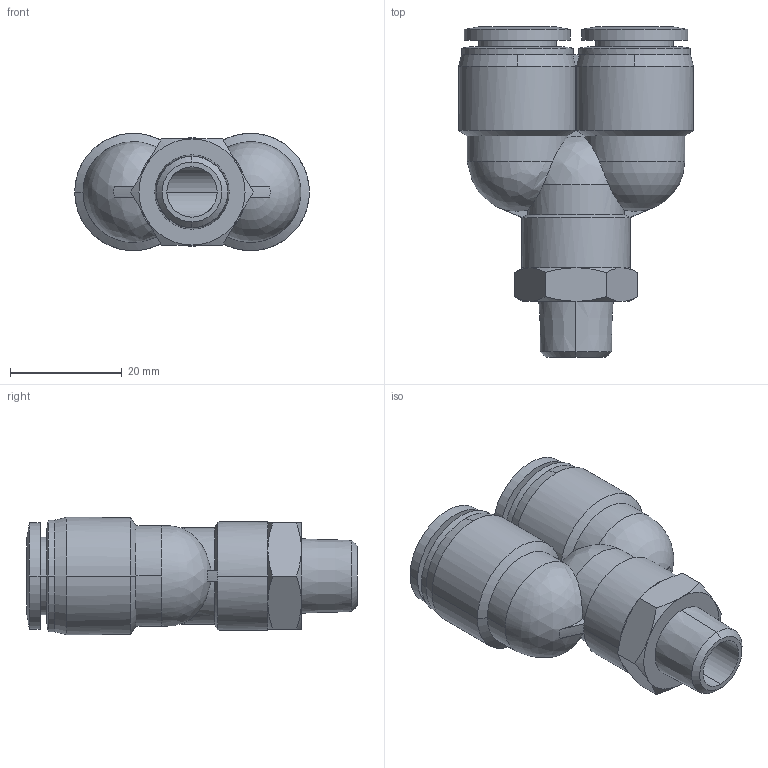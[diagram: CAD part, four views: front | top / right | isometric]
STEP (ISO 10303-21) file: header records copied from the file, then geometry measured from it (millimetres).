
FILE_DESCRIPTION (( 'STEP AP214' ), '1' );
FILE_NAME ('MY12M-14R.step', '2016-02-24T20:46:23', ( '' ), ( '' ), 'SwSTEP 2.0', 'SolidWorks 2015', '' );
FILE_SCHEMA (( 'AUTOMOTIVE_DESIGN' ));
Length unit declared in the file: inch
Products named in the file (1): MY12M-14R
Bounding box: 42 x 59.15 x 21 mm (x, y, z)
Volume: 16973.4 mm3; surface area: 9770.2 mm2
Topology: 1 solids, 1 shells, 105 faces, 255 edges, 159 vertices
Faces by surface type: cone 35, cylinder 32, plane 27, torus 5, bspline 5, sphere 1
Entity records: 4144 total; most frequent: CARTESIAN_POINT 1698, DIRECTION 507, ORIENTED_EDGE 506, EDGE_CURVE 253, AXIS2_PLACEMENT_3D 219, VERTEX_POINT 159, CIRCLE 118, EDGE_LOOP 116
